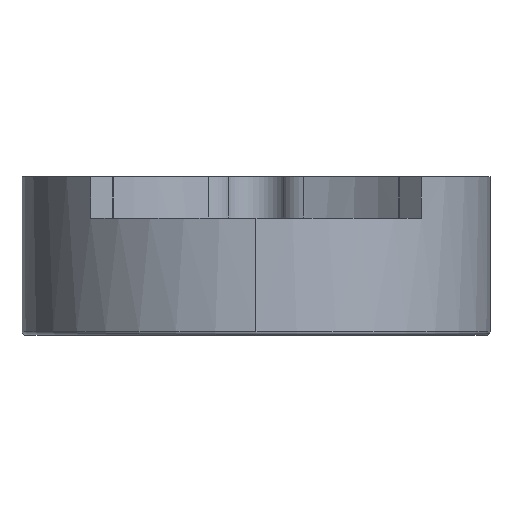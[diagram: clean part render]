
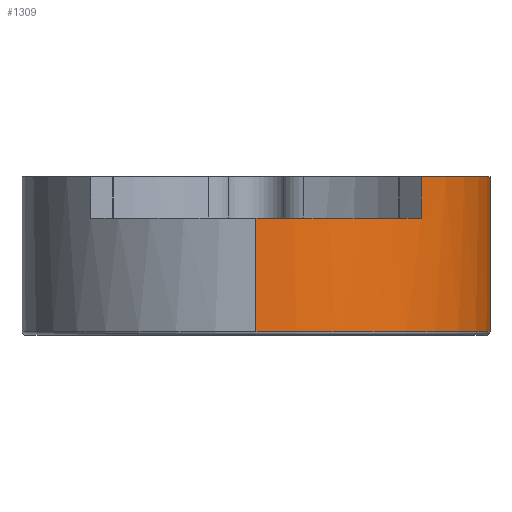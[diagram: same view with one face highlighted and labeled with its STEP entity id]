
A CAD part, left-side view. The second image highlights one B-rep face of the part: STEP entity #1309.
In plain terms, the highlighted cylindrical face has radius 37 mm (diameter 74 mm), a partial arc.
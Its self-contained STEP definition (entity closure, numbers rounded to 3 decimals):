
#103 = VERTEX_POINT ( 'NONE', #2045 ) ;
#113 = CARTESIAN_POINT ( 'NONE',  ( -37., 0., 0.5 ) ) ;
#175 = DIRECTION ( 'NONE',  ( -1., 0., 0. ) ) ;
#178 = VERTEX_POINT ( 'NONE', #1823 ) ;
#320 = VERTEX_POINT ( 'NONE', #336 ) ;
#336 = CARTESIAN_POINT ( 'NONE',  ( 0., -37., 25. ) ) ;
#366 = CIRCLE ( 'NONE', #787, 37. ) ;
#380 = FACE_OUTER_BOUND ( 'NONE', #1608, .T. ) ;
#415 = DIRECTION ( 'NONE',  ( 0., 0., -1. ) ) ;
#424 = DIRECTION ( 'NONE',  ( 1., 0., 0. ) ) ;
#440 = DIRECTION ( 'NONE',  ( 0., 0., 1. ) ) ;
#458 = CARTESIAN_POINT ( 'NONE',  ( 0., -37., 25. ) ) ;
#483 = CARTESIAN_POINT ( 'NONE',  ( 0., 0., 0.5 ) ) ;
#606 = ORIENTED_EDGE ( 'NONE', *, *, #1895, .T. ) ;
#716 = LINE ( 'NONE', #1624, #2603 ) ;
#729 = VERTEX_POINT ( 'NONE', #113 ) ;
#787 = AXIS2_PLACEMENT_3D ( 'NONE', #2424, #1519, #1533 ) ;
#805 = VECTOR ( 'NONE', #2490, 1000. ) ;
#932 = ORIENTED_EDGE ( 'NONE', *, *, #1690, .T. ) ;
#1038 = CARTESIAN_POINT ( 'NONE',  ( -26.161, -26.165, 21.75 ) ) ;
#1240 = CIRCLE ( 'NONE', #2710, 37. ) ;
#1279 = CYLINDRICAL_SURFACE ( 'NONE', #2253, 37. ) ;
#1292 = DIRECTION ( 'NONE',  ( 0., 0., -1. ) ) ;
#1309 = ADVANCED_FACE ( 'NONE', ( #380 ), #1279, .T. ) ;
#1359 = CARTESIAN_POINT ( 'NONE',  ( -26.161, -26.165, 18.5 ) ) ;
#1386 = DIRECTION ( 'NONE',  ( 0., 0., 1. ) ) ;
#1400 = CARTESIAN_POINT ( 'NONE',  ( -37., 0., 18.5 ) ) ;
#1449 = EDGE_CURVE ( 'NONE', #729, #103, #1240, .T. ) ;
#1519 = DIRECTION ( 'NONE',  ( 0., 0., 1. ) ) ;
#1533 = DIRECTION ( 'NONE',  ( 1., 0., 0. ) ) ;
#1608 = EDGE_LOOP ( 'NONE', ( #2588, #606, #2310, #1805, #2609, #932 ) ) ;
#1624 = CARTESIAN_POINT ( 'NONE',  ( -37., 0., 25. ) ) ;
#1690 = EDGE_CURVE ( 'NONE', #178, #2493, #2190, .T. ) ;
#1791 = CARTESIAN_POINT ( 'NONE',  ( 0., 0., 18.5 ) ) ;
#1796 = VERTEX_POINT ( 'NONE', #1400 ) ;
#1798 = DIRECTION ( 'NONE',  ( 0., 0., -1. ) ) ;
#1805 = ORIENTED_EDGE ( 'NONE', *, *, #2461, .F. ) ;
#1823 = CARTESIAN_POINT ( 'NONE',  ( -26.161, -26.165, 25. ) ) ;
#1895 = EDGE_CURVE ( 'NONE', #1796, #729, #716, .T. ) ;
#2045 = CARTESIAN_POINT ( 'NONE',  ( 0., -37., 0.5 ) ) ;
#2190 = LINE ( 'NONE', #1038, #2238 ) ;
#2192 = CARTESIAN_POINT ( 'NONE',  ( 0., 0., 25. ) ) ;
#2238 = VECTOR ( 'NONE', #415, 1000. ) ;
#2253 = AXIS2_PLACEMENT_3D ( 'NONE', #2192, #1292, #175 ) ;
#2256 = LINE ( 'NONE', #458, #805 ) ;
#2310 = ORIENTED_EDGE ( 'NONE', *, *, #1449, .T. ) ;
#2424 = CARTESIAN_POINT ( 'NONE',  ( 0., 0., 25. ) ) ;
#2458 = CIRCLE ( 'NONE', #2644, 37. ) ;
#2461 = EDGE_CURVE ( 'NONE', #320, #103, #2256, .T. ) ;
#2481 = EDGE_CURVE ( 'NONE', #1796, #2493, #2458, .T. ) ;
#2490 = DIRECTION ( 'NONE',  ( 0., 0., -1. ) ) ;
#2493 = VERTEX_POINT ( 'NONE', #1359 ) ;
#2498 = DIRECTION ( 'NONE',  ( 1., 0., 0. ) ) ;
#2588 = ORIENTED_EDGE ( 'NONE', *, *, #2481, .F. ) ;
#2603 = VECTOR ( 'NONE', #1798, 1000. ) ;
#2609 = ORIENTED_EDGE ( 'NONE', *, *, #2933, .F. ) ;
#2644 = AXIS2_PLACEMENT_3D ( 'NONE', #1791, #440, #424 ) ;
#2710 = AXIS2_PLACEMENT_3D ( 'NONE', #483, #1386, #2498 ) ;
#2933 = EDGE_CURVE ( 'NONE', #178, #320, #366, .T. ) ;
